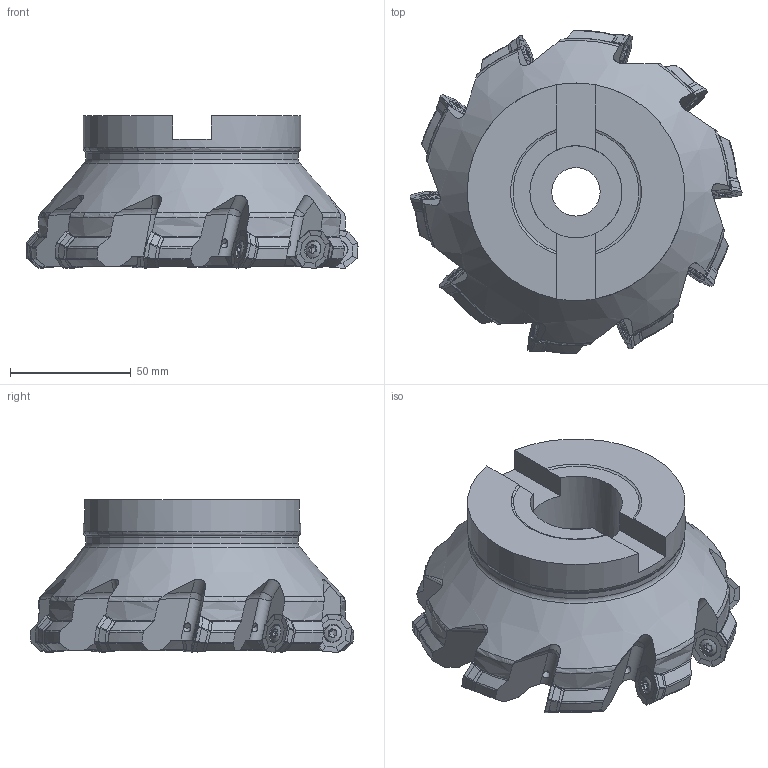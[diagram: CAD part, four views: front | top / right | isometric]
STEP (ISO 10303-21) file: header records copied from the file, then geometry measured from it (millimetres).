
FILE_DESCRIPTION(/* description */ (''),/* implementation_level */ '2;1');
FILE_NAME(/* name */ 'R220.43-05.00-06-10SA_Detailed.stp',/* time_stamp */ '2024-07-05T11:26:58+06:00',/* author */ (''),/* organization */ (''),/* preprocessor_version */ 'ST-DEVELOPER v16.7',/* originating_system */ 'SIEMENS PLM Software NX 12.0',/* authorisation */ '');
FILE_SCHEMA (('AUTOMOTIVE_DESIGN { 1 0 10303 214 3 1 1 1 }'));
Length unit declared in the file: millimetre
Products named in the file (4): CUT; NOCUT; ASSEMBLY_CONSTRUCTION; A2689004_stp_stp
Assembly tree (12 placements, depth 2):
  A2689004_stp_stp
    ASSEMBLY_CONSTRUCTION
    NOCUT
    CUT  x10
Bounding box: 137.27 x 133.86 x 63 mm (x, y, z)
Volume: 452888.9 mm3; surface area: 58884 mm2
Topology: 11 solids, 11 shells, 1211 faces, 4014 edges, 2870 vertices
Faces by surface type: bspline 510, cylinder 304, plane 213, cone 92, torus 82, sphere 10
Full cylindrical faces by diameter (mm): 3 x10, 4.45 x10, 5 x10, 5.75 x10, 7.2 x10, 20 x1, 35 x1, 38.1 x1, 88 x1, 90 x1
Entity records: 35018 total; most frequent: CARTESIAN_POINT 21400, ORIENTED_EDGE 3226, DIRECTION 1994, EDGE_CURVE 1613, VERTEX_POINT 1123, B_SPLINE_CURVE_WITH_KNOTS 1003, AXIS2_PLACEMENT_3D 863, EDGE_LOOP 716
